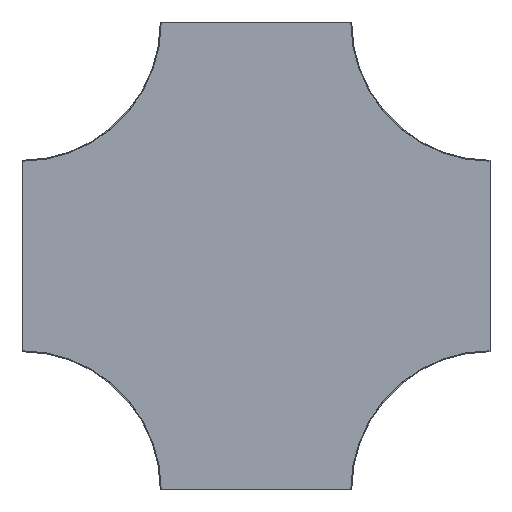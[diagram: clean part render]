
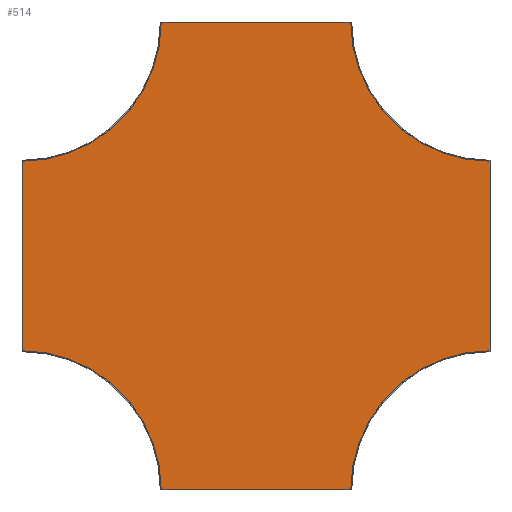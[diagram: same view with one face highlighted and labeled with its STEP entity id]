
A CAD part, front view. The second image highlights one B-rep face of the part: STEP entity #514.
In plain terms, the highlighted planar face has unit normal (0, -1, 0).
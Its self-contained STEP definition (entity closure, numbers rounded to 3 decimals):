
#8 = LINE ( 'NONE', #727, #358 ) ;
#11 = DIRECTION ( 'NONE',  ( 0., 0., 1. ) ) ;
#15 = DIRECTION ( 'NONE',  ( 0., 1., 0. ) ) ;
#19 = CARTESIAN_POINT ( 'NONE',  ( 500., -1., 0. ) ) ;
#36 = ORIENTED_EDGE ( 'NONE', *, *, #775, .F. ) ;
#57 = ORIENTED_EDGE ( 'NONE', *, *, #750, .T. ) ;
#71 = LINE ( 'NONE', #644, #467 ) ;
#131 = VECTOR ( 'NONE', #548, 1000. ) ;
#133 = LINE ( 'NONE', #613, #184 ) ;
#141 = VERTEX_POINT ( 'NONE', #1408 ) ;
#153 = FACE_OUTER_BOUND ( 'NONE', #1016, .T. ) ;
#184 = VECTOR ( 'NONE', #525, 1000. ) ;
#199 = AXIS2_PLACEMENT_3D ( 'NONE', #19, #15, #11 ) ;
#203 = CIRCLE ( 'NONE', #357, 297.5 ) ;
#218 = ORIENTED_EDGE ( 'NONE', *, *, #746, .T. ) ;
#221 = VERTEX_POINT ( 'NONE', #1325 ) ;
#231 = CARTESIAN_POINT ( 'NONE',  ( 202.5, -1., 0. ) ) ;
#247 = CIRCLE ( 'NONE', #354, 297.5 ) ;
#271 = ORIENTED_EDGE ( 'NONE', *, *, #765, .F. ) ;
#354 = AXIS2_PLACEMENT_3D ( 'NONE', #516, #513, #506 ) ;
#357 = AXIS2_PLACEMENT_3D ( 'NONE', #562, #556, #553 ) ;
#358 = VECTOR ( 'NONE', #728, 1000. ) ;
#359 = LINE ( 'NONE', #647, #131 ) ;
#365 = AXIS2_PLACEMENT_3D ( 'NONE', #640, #632, #628 ) ;
#442 = CIRCLE ( 'NONE', #365, 297.5 ) ;
#467 = VECTOR ( 'NONE', #710, 1000. ) ;
#487 = VERTEX_POINT ( 'NONE', #1120 ) ;
#506 = DIRECTION ( 'NONE',  ( 0., 0., -1. ) ) ;
#513 = DIRECTION ( 'NONE',  ( 0., -1., 0. ) ) ;
#514 = ADVANCED_FACE ( 'NONE', ( #153 ), #1075, .T. ) ;
#516 = CARTESIAN_POINT ( 'NONE',  ( 500., -1., -1000. ) ) ;
#525 = DIRECTION ( 'NONE',  ( 0., 0., -1. ) ) ;
#544 = VERTEX_POINT ( 'NONE', #992 ) ;
#548 = DIRECTION ( 'NONE',  ( -1., 0., 0. ) ) ;
#553 = DIRECTION ( 'NONE',  ( 0., 0., 1. ) ) ;
#556 = DIRECTION ( 'NONE',  ( 0., -1., 0. ) ) ;
#561 = AXIS2_PLACEMENT_3D ( 'NONE', #1087, #1074, #1070 ) ;
#562 = CARTESIAN_POINT ( 'NONE',  ( -500., -1., 0. ) ) ;
#613 = CARTESIAN_POINT ( 'NONE',  ( 500., -1., -702.5 ) ) ;
#628 = DIRECTION ( 'NONE',  ( 0., 0., -1. ) ) ;
#632 = DIRECTION ( 'NONE',  ( 0., 1., 0. ) ) ;
#635 = VERTEX_POINT ( 'NONE', #900 ) ;
#640 = CARTESIAN_POINT ( 'NONE',  ( -500., -1., -1000. ) ) ;
#644 = CARTESIAN_POINT ( 'NONE',  ( -202.5, -1., 0. ) ) ;
#647 = CARTESIAN_POINT ( 'NONE',  ( -202.5, -1., -1000. ) ) ;
#701 = VERTEX_POINT ( 'NONE', #844 ) ;
#710 = DIRECTION ( 'NONE',  ( -1., 0., 0. ) ) ;
#727 = CARTESIAN_POINT ( 'NONE',  ( -500., -1., -297.5 ) ) ;
#728 = DIRECTION ( 'NONE',  ( 0., 0., 1. ) ) ;
#736 = EDGE_CURVE ( 'NONE', #701, #544, #8, .T. ) ;
#746 = EDGE_CURVE ( 'NONE', #701, #1014, #442, .T. ) ;
#750 = EDGE_CURVE ( 'NONE', #1377, #221, #71, .T. ) ;
#759 = EDGE_CURVE ( 'NONE', #544, #221, #203, .T. ) ;
#765 = EDGE_CURVE ( 'NONE', #635, #1014, #359, .T. ) ;
#768 = EDGE_CURVE ( 'NONE', #487, #635, #247, .T. ) ;
#775 = EDGE_CURVE ( 'NONE', #141, #487, #133, .T. ) ;
#840 = ORIENTED_EDGE ( 'NONE', *, *, #935, .T. ) ;
#844 = CARTESIAN_POINT ( 'NONE',  ( -500., -1., -702.5 ) ) ;
#882 = ORIENTED_EDGE ( 'NONE', *, *, #736, .F. ) ;
#900 = CARTESIAN_POINT ( 'NONE',  ( 202.5, -1., -1000. ) ) ;
#935 = EDGE_CURVE ( 'NONE', #141, #1377, #1541, .T. ) ;
#992 = CARTESIAN_POINT ( 'NONE',  ( -500., -1., -297.5 ) ) ;
#1014 = VERTEX_POINT ( 'NONE', #1214 ) ;
#1016 = EDGE_LOOP ( 'NONE', ( #840, #57, #1320, #882, #218, #271, #1244, #36 ) ) ;
#1070 = DIRECTION ( 'NONE',  ( 0., 0., -1. ) ) ;
#1074 = DIRECTION ( 'NONE',  ( 0., -1., 0. ) ) ;
#1075 = PLANE ( 'NONE',  #561 ) ;
#1087 = CARTESIAN_POINT ( 'NONE',  ( -500., -1., -297.5 ) ) ;
#1120 = CARTESIAN_POINT ( 'NONE',  ( 500., -1., -702.5 ) ) ;
#1214 = CARTESIAN_POINT ( 'NONE',  ( -202.5, -1., -1000. ) ) ;
#1244 = ORIENTED_EDGE ( 'NONE', *, *, #768, .F. ) ;
#1320 = ORIENTED_EDGE ( 'NONE', *, *, #759, .F. ) ;
#1325 = CARTESIAN_POINT ( 'NONE',  ( -202.5, -1., 0. ) ) ;
#1377 = VERTEX_POINT ( 'NONE', #231 ) ;
#1408 = CARTESIAN_POINT ( 'NONE',  ( 500., -1., -297.5 ) ) ;
#1541 = CIRCLE ( 'NONE', #199, 297.5 ) ;
